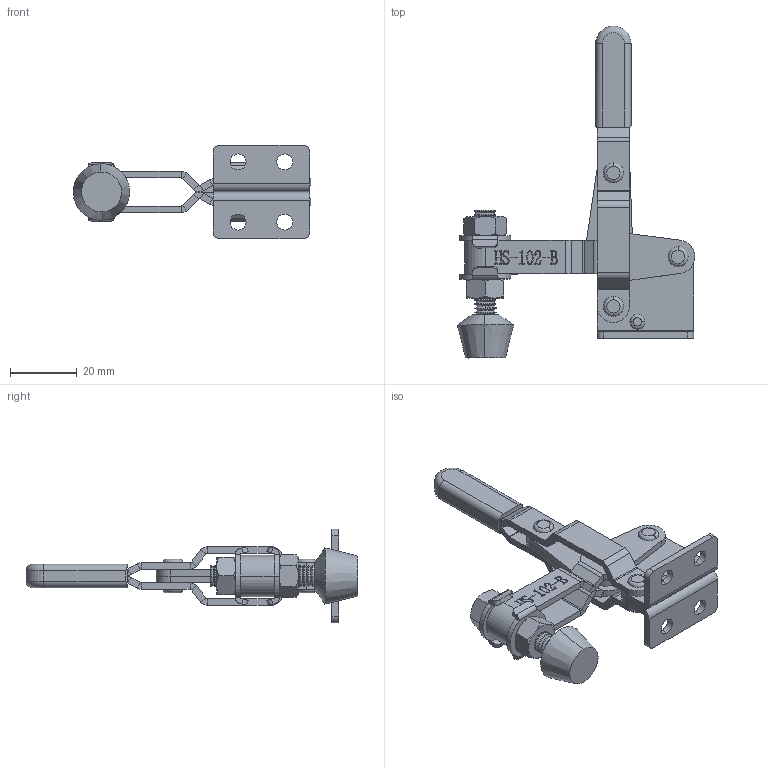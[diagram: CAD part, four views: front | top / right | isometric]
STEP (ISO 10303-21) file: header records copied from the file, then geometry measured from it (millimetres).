
FILE_DESCRIPTION (( 'STEP AP203' ), '1' );
FILE_NAME ('HS-102-B .STEP', '2019-09-05T05:33:29', ( '微软用户' ), ( '微软中国' ), 'SwSTEP 2.0', 'SolidWorks 2012', '' );
FILE_SCHEMA (( 'CONFIG_CONTROL_DESIGN' ));
Length unit declared in the file: millimetre
Products named in the file (12): HS-102-B ; FW-141; hex finished bolt_ai_HFBOLT 0.25-20x1.5x1.5-S; hex nut_ai_HNUT 0.2500-20-D-N; 揤輸; 揤參; 种; 忒梟; 忒參; 蟀裝; 楊擘菁釱酘; 楊擘菁釱衵
Assembly tree (18 placements, depth 2):
  HS-102-B 
    楊擘菁釱衵
    楊擘菁釱酘
    蟀裝  x2
    忒參
    忒梟  x2
    种  x4
    揤參
    揤輸
    hex nut_ai_HNUT 0.2500-20-D-N  x2
    hex finished bolt_ai_HFBOLT 0.25-20x1.5x1.5-S
    FW-141  x2
Bounding box: 71.18 x 99.5 x 28 mm (x, y, z)
Volume: 17572.8 mm3; surface area: 19534.5 mm2
Topology: 18 solids, 18 shells, 979 faces, 2436 edges, 1528 vertices
Faces by surface type: plane 460, cylinder 220, cone 152, bspline 125, torus 22
Entity records: 32348 total; most frequent: CARTESIAN_POINT 11359, ORIENTED_EDGE 4212, DIRECTION 3804, EDGE_CURVE 2106, VERTEX_POINT 1330, AXIS2_PLACEMENT_3D 1275, LINE 1254, VECTOR 1254
